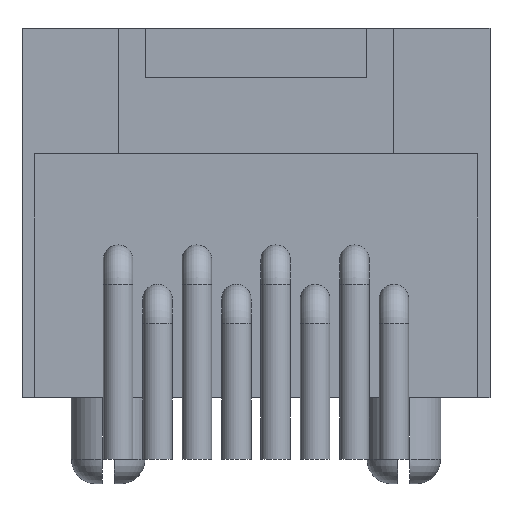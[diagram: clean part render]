
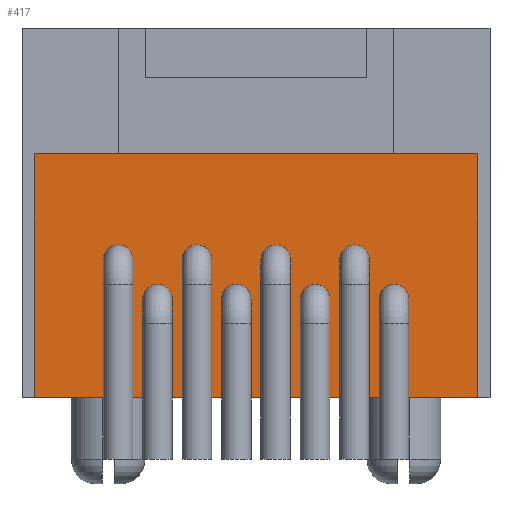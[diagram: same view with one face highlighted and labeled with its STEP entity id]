
A CAD part, front view. The second image highlights one B-rep face of the part: STEP entity #417.
In plain terms, the highlighted planar face has unit normal (0, -1, 0).
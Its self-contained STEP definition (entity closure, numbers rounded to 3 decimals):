
#210 = VERTEX_POINT('',#211);
#211 = CARTESIAN_POINT('',(-9.,0.,0.));
#258 = VERTEX_POINT('',#259);
#259 = CARTESIAN_POINT('',(9.,0.,0.));
#265 = EDGE_CURVE('',#210,#258,#266,.T.);
#266 = LINE('',#267,#268);
#267 = CARTESIAN_POINT('',(-9.,0.,0.));
#268 = VECTOR('',#269,1.);
#269 = DIRECTION('',(1.,0.,0.));
#360 = VERTEX_POINT('',#361);
#361 = CARTESIAN_POINT('',(-9.,0.,9.9));
#367 = EDGE_CURVE('',#210,#360,#368,.T.);
#368 = LINE('',#369,#370);
#369 = CARTESIAN_POINT('',(-9.,0.,0.));
#370 = VECTOR('',#371,1.);
#371 = DIRECTION('',(0.,0.,1.));
#417 = ADVANCED_FACE('',(#418,#436,#447,#458,#469,#480,#491,#502,#513),
  #524,.F.);
#418 = FACE_BOUND('',#419,.F.);
#419 = EDGE_LOOP('',(#420,#421,#429,#435));
#420 = ORIENTED_EDGE('',*,*,#367,.T.);
#421 = ORIENTED_EDGE('',*,*,#422,.T.);
#422 = EDGE_CURVE('',#360,#423,#425,.T.);
#423 = VERTEX_POINT('',#424);
#424 = CARTESIAN_POINT('',(9.,0.,9.9));
#425 = LINE('',#426,#427);
#426 = CARTESIAN_POINT('',(-9.,0.,9.9));
#427 = VECTOR('',#428,1.);
#428 = DIRECTION('',(1.,0.,0.));
#429 = ORIENTED_EDGE('',*,*,#430,.F.);
#430 = EDGE_CURVE('',#258,#423,#431,.T.);
#431 = LINE('',#432,#433);
#432 = CARTESIAN_POINT('',(9.,0.,0.));
#433 = VECTOR('',#434,1.);
#434 = DIRECTION('',(0.,0.,1.));
#435 = ORIENTED_EDGE('',*,*,#265,.F.);
#436 = FACE_BOUND('',#437,.F.);
#437 = EDGE_LOOP('',(#438));
#438 = ORIENTED_EDGE('',*,*,#439,.F.);
#439 = EDGE_CURVE('',#440,#440,#442,.T.);
#440 = VERTEX_POINT('',#441);
#441 = CARTESIAN_POINT('',(-5.,0.,5.6));
#442 = CIRCLE('',#443,0.6);
#443 = AXIS2_PLACEMENT_3D('',#444,#445,#446);
#444 = CARTESIAN_POINT('',(-5.6,0.,5.6));
#445 = DIRECTION('',(-0.,1.,0.));
#446 = DIRECTION('',(1.,0.,0.));
#447 = FACE_BOUND('',#448,.F.);
#448 = EDGE_LOOP('',(#449));
#449 = ORIENTED_EDGE('',*,*,#450,.F.);
#450 = EDGE_CURVE('',#451,#451,#453,.T.);
#451 = VERTEX_POINT('',#452);
#452 = CARTESIAN_POINT('',(-1.8,0.,5.6));
#453 = CIRCLE('',#454,0.6);
#454 = AXIS2_PLACEMENT_3D('',#455,#456,#457);
#455 = CARTESIAN_POINT('',(-2.4,0.,5.6));
#456 = DIRECTION('',(-0.,1.,0.));
#457 = DIRECTION('',(1.,0.,0.));
#458 = FACE_BOUND('',#459,.F.);
#459 = EDGE_LOOP('',(#460));
#460 = ORIENTED_EDGE('',*,*,#461,.F.);
#461 = EDGE_CURVE('',#462,#462,#464,.T.);
#462 = VERTEX_POINT('',#463);
#463 = CARTESIAN_POINT('',(1.4,0.,5.6));
#464 = CIRCLE('',#465,0.6);
#465 = AXIS2_PLACEMENT_3D('',#466,#467,#468);
#466 = CARTESIAN_POINT('',(0.8,0.,5.6));
#467 = DIRECTION('',(-0.,1.,0.));
#468 = DIRECTION('',(1.,0.,0.));
#469 = FACE_BOUND('',#470,.F.);
#470 = EDGE_LOOP('',(#471));
#471 = ORIENTED_EDGE('',*,*,#472,.F.);
#472 = EDGE_CURVE('',#473,#473,#475,.T.);
#473 = VERTEX_POINT('',#474);
#474 = CARTESIAN_POINT('',(4.6,0.,5.6));
#475 = CIRCLE('',#476,0.6);
#476 = AXIS2_PLACEMENT_3D('',#477,#478,#479);
#477 = CARTESIAN_POINT('',(4.,0.,5.6));
#478 = DIRECTION('',(-0.,1.,0.));
#479 = DIRECTION('',(1.,0.,0.));
#480 = FACE_BOUND('',#481,.F.);
#481 = EDGE_LOOP('',(#482));
#482 = ORIENTED_EDGE('',*,*,#483,.F.);
#483 = EDGE_CURVE('',#484,#484,#486,.T.);
#484 = VERTEX_POINT('',#485);
#485 = CARTESIAN_POINT('',(-3.4,0.,4.));
#486 = CIRCLE('',#487,0.6);
#487 = AXIS2_PLACEMENT_3D('',#488,#489,#490);
#488 = CARTESIAN_POINT('',(-4.,0.,4.));
#489 = DIRECTION('',(0.,1.,0.));
#490 = DIRECTION('',(1.,0.,0.));
#491 = FACE_BOUND('',#492,.F.);
#492 = EDGE_LOOP('',(#493));
#493 = ORIENTED_EDGE('',*,*,#494,.F.);
#494 = EDGE_CURVE('',#495,#495,#497,.T.);
#495 = VERTEX_POINT('',#496);
#496 = CARTESIAN_POINT('',(-0.2,0.,4.));
#497 = CIRCLE('',#498,0.6);
#498 = AXIS2_PLACEMENT_3D('',#499,#500,#501);
#499 = CARTESIAN_POINT('',(-0.8,0.,4.));
#500 = DIRECTION('',(0.,1.,0.));
#501 = DIRECTION('',(1.,0.,0.));
#502 = FACE_BOUND('',#503,.F.);
#503 = EDGE_LOOP('',(#504));
#504 = ORIENTED_EDGE('',*,*,#505,.F.);
#505 = EDGE_CURVE('',#506,#506,#508,.T.);
#506 = VERTEX_POINT('',#507);
#507 = CARTESIAN_POINT('',(3.,0.,4.));
#508 = CIRCLE('',#509,0.6);
#509 = AXIS2_PLACEMENT_3D('',#510,#511,#512);
#510 = CARTESIAN_POINT('',(2.4,0.,4.));
#511 = DIRECTION('',(0.,1.,0.));
#512 = DIRECTION('',(1.,0.,0.));
#513 = FACE_BOUND('',#514,.F.);
#514 = EDGE_LOOP('',(#515));
#515 = ORIENTED_EDGE('',*,*,#516,.F.);
#516 = EDGE_CURVE('',#517,#517,#519,.T.);
#517 = VERTEX_POINT('',#518);
#518 = CARTESIAN_POINT('',(6.2,0.,4.));
#519 = CIRCLE('',#520,0.6);
#520 = AXIS2_PLACEMENT_3D('',#521,#522,#523);
#521 = CARTESIAN_POINT('',(5.6,0.,4.));
#522 = DIRECTION('',(0.,1.,0.));
#523 = DIRECTION('',(1.,0.,0.));
#524 = PLANE('',#525);
#525 = AXIS2_PLACEMENT_3D('',#526,#527,#528);
#526 = CARTESIAN_POINT('',(-9.,0.,0.));
#527 = DIRECTION('',(0.,1.,0.));
#528 = DIRECTION('',(1.,0.,0.));
